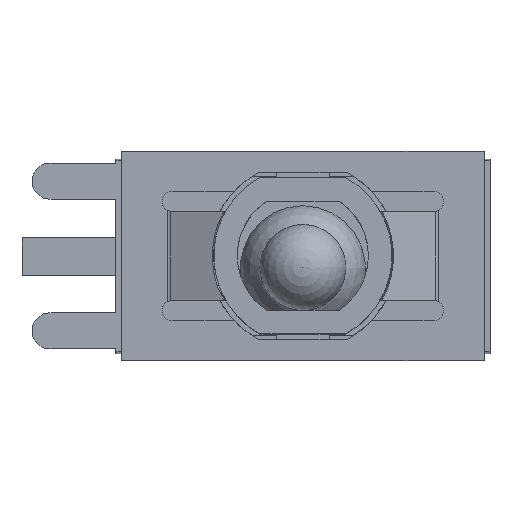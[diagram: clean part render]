
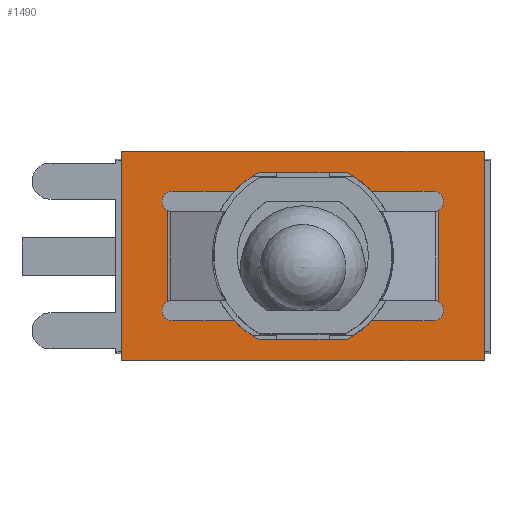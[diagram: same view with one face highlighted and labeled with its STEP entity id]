
A CAD part, top view. The second image highlights one B-rep face of the part: STEP entity #1490.
In plain terms, the highlighted planar face has unit normal (0, 0, 1).
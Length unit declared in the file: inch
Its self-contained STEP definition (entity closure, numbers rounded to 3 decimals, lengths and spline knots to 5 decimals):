
#308=CARTESIAN_POINT('',(-0.03504,-0.11122,0.43583));
#309=VERTEX_POINT('',#308);
#340=CARTESIAN_POINT('',(-0.06762,0.1063,0.43583));
#341=VERTEX_POINT('',#340);
#357=CARTESIAN_POINT('',(-0.05918,0.11122,0.43583));
#358=VERTEX_POINT('',#357);
#365=CARTESIAN_POINT('',(0.0,0.0,0.43583));
#366=DIRECTION('',(0.0,0.0,-1.0));
#367=DIRECTION('',(-0.47,0.883,0.0));
#368=AXIS2_PLACEMENT_3D('',#365,#366,#367);
#369=CIRCLE('',#368,0.12598);
#370=EDGE_CURVE('',#341,#358,#369,.T.);
#422=CARTESIAN_POINT('',(0.06762,-0.1063,0.43583));
#423=VERTEX_POINT('',#422);
#439=CARTESIAN_POINT('',(0.05918,-0.11122,0.43583));
#440=VERTEX_POINT('',#439);
#447=CARTESIAN_POINT('',(0.0,0.0,0.43583));
#448=DIRECTION('',(0.0,0.0,-1.0));
#449=DIRECTION('',(0.47,-0.883,0.0));
#450=AXIS2_PLACEMENT_3D('',#447,#448,#449);
#451=CIRCLE('',#450,0.12598);
#452=EDGE_CURVE('',#423,#440,#451,.T.);
#494=CARTESIAN_POINT('',(0.03504,0.11122,0.43583));
#495=VERTEX_POINT('',#494);
#729=CARTESIAN_POINT('',(0.18086,0.06087,0.43583));
#730=VERTEX_POINT('',#729);
#742=CARTESIAN_POINT('',(0.17402,0.08661,0.43583));
#743=VERTEX_POINT('',#742);
#744=CARTESIAN_POINT('',(0.17402,0.07283,0.43583));
#745=DIRECTION('',(0.0,0.0,1.0));
#746=DIRECTION('',(0.707,-0.707,0.0));
#747=AXIS2_PLACEMENT_3D('',#744,#745,#746);
#748=CIRCLE('',#747,0.01378);
#749=EDGE_CURVE('',#730,#743,#748,.T.);
#767=CARTESIAN_POINT('',(-0.17402,0.08661,0.43583));
#768=VERTEX_POINT('',#767);
#783=CARTESIAN_POINT('',(-0.09149,0.08661,0.43583));
#784=VERTEX_POINT('',#783);
#791=CARTESIAN_POINT('',(-0.17402,0.08661,0.43583));
#792=DIRECTION('',(1.0,0.0,0.0));
#793=VECTOR('',#792,0.08253);
#794=LINE('',#791,#793);
#795=EDGE_CURVE('',#768,#784,#794,.T.);
#805=CARTESIAN_POINT('',(-0.18086,0.06087,0.43583));
#806=VERTEX_POINT('',#805);
#807=CARTESIAN_POINT('',(-0.17402,0.07283,0.43583));
#808=DIRECTION('',(0.0,0.0,1.0));
#809=DIRECTION('',(-0.707,0.707,0.0));
#810=AXIS2_PLACEMENT_3D('',#807,#808,#809);
#811=CIRCLE('',#810,0.01378);
#812=EDGE_CURVE('',#768,#806,#811,.T.);
#882=CARTESIAN_POINT('',(0.17402,-0.08661,0.43583));
#883=VERTEX_POINT('',#882);
#890=CARTESIAN_POINT('',(0.18086,-0.06087,0.43583));
#891=VERTEX_POINT('',#890);
#892=CARTESIAN_POINT('',(0.17402,-0.07283,0.43583));
#893=DIRECTION('',(0.0,0.0,1.0));
#894=DIRECTION('',(0.707,-0.707,0.0));
#895=AXIS2_PLACEMENT_3D('',#892,#893,#894);
#896=CIRCLE('',#895,0.01378);
#897=EDGE_CURVE('',#883,#891,#896,.T.);
#955=CARTESIAN_POINT('',(0.09149,-0.08661,0.43583));
#956=VERTEX_POINT('',#955);
#963=CARTESIAN_POINT('',(0.17402,-0.08661,0.43583));
#964=DIRECTION('',(-1.0,0.0,0.0));
#965=VECTOR('',#964,0.08253);
#966=LINE('',#963,#965);
#967=EDGE_CURVE('',#883,#956,#966,.T.);
#977=CARTESIAN_POINT('',(-0.18086,-0.06087,0.43583));
#978=VERTEX_POINT('',#977);
#979=CARTESIAN_POINT('',(-0.17402,-0.08661,0.43583));
#980=VERTEX_POINT('',#979);
#981=CARTESIAN_POINT('',(-0.17402,-0.07283,0.43583));
#982=DIRECTION('',(0.0,0.0,1.0));
#983=DIRECTION('',(-0.707,0.707,0.0));
#984=AXIS2_PLACEMENT_3D('',#981,#982,#983);
#985=CIRCLE('',#984,0.01378);
#986=EDGE_CURVE('',#978,#980,#985,.T.);
#1043=CARTESIAN_POINT('',(-0.03504,0.11122,0.43583));
#1044=VERTEX_POINT('',#1043);
#1045=CARTESIAN_POINT('',(-0.03504,0.11122,0.43583));
#1046=DIRECTION('',(1.0,0.0,0.0));
#1047=VECTOR('',#1046,0.07008);
#1048=LINE('',#1045,#1047);
#1049=EDGE_CURVE('',#1044,#495,#1048,.T.);
#1115=CARTESIAN_POINT('',(0.03504,-0.11122,0.43583));
#1116=VERTEX_POINT('',#1115);
#1117=CARTESIAN_POINT('',(0.03504,-0.11122,0.43583));
#1118=DIRECTION('',(-1.0,0.0,0.0));
#1119=VECTOR('',#1118,0.07008);
#1120=LINE('',#1117,#1119);
#1121=EDGE_CURVE('',#1116,#309,#1120,.T.);
#1219=CARTESIAN_POINT('',(-0.05918,0.11122,0.43583));
#1220=DIRECTION('',(1.0,0.0,0.0));
#1221=VECTOR('',#1220,0.02414);
#1222=LINE('',#1219,#1221);
#1223=EDGE_CURVE('',#358,#1044,#1222,.T.);
#1249=CARTESIAN_POINT('',(0.05918,0.11122,0.43583));
#1250=VERTEX_POINT('',#1249);
#1257=CARTESIAN_POINT('',(0.03504,0.11122,0.43583));
#1258=DIRECTION('',(1.0,0.0,0.0));
#1259=VECTOR('',#1258,0.02414);
#1260=LINE('',#1257,#1259);
#1261=EDGE_CURVE('',#495,#1250,#1260,.T.);
#1272=CARTESIAN_POINT('',(0.05918,-0.11122,0.43583));
#1273=DIRECTION('',(-1.0,0.0,0.0));
#1274=VECTOR('',#1273,0.02414);
#1275=LINE('',#1272,#1274);
#1276=EDGE_CURVE('',#440,#1116,#1275,.T.);
#1302=CARTESIAN_POINT('',(-0.05918,-0.11122,0.43583));
#1303=VERTEX_POINT('',#1302);
#1310=CARTESIAN_POINT('',(-0.03504,-0.11122,0.43583));
#1311=DIRECTION('',(-1.0,0.0,0.0));
#1312=VECTOR('',#1311,0.02414);
#1313=LINE('',#1310,#1312);
#1314=EDGE_CURVE('',#309,#1303,#1313,.T.);
#1349=CARTESIAN_POINT('',(-0.18086,-0.06087,0.43583));
#1350=DIRECTION('',(0.0,1.0,0.0));
#1351=VECTOR('',#1350,0.12175);
#1352=LINE('',#1349,#1351);
#1353=EDGE_CURVE('',#978,#806,#1352,.T.);
#1366=CARTESIAN_POINT('',(0.26634,-0.15374,0.43583));
#1367=DIRECTION('',(0.0,0.0,1.0));
#1368=DIRECTION('',(1.0,0.0,0.0));
#1369=AXIS2_PLACEMENT_3D('',#1366,#1367,#1368);
#1370=PLANE('',#1369);
#1371=CARTESIAN_POINT('',(0.24213,-0.13976,0.43583));
#1372=VERTEX_POINT('',#1371);
#1373=CARTESIAN_POINT('',(-0.24213,-0.13976,0.43583));
#1374=VERTEX_POINT('',#1373);
#1375=CARTESIAN_POINT('',(0.24213,-0.13976,0.43583));
#1376=DIRECTION('',(-1.0,0.0,0.0));
#1377=VECTOR('',#1376,0.48425);
#1378=LINE('',#1375,#1377);
#1379=EDGE_CURVE('',#1372,#1374,#1378,.T.);
#1380=ORIENTED_EDGE('',*,*,#1379,.F.);
#1381=CARTESIAN_POINT('',(0.24213,0.13976,0.43583));
#1382=VERTEX_POINT('',#1381);
#1383=CARTESIAN_POINT('',(0.24213,0.13976,0.43583));
#1384=DIRECTION('',(0.0,-1.0,0.0));
#1385=VECTOR('',#1384,0.27953);
#1386=LINE('',#1383,#1385);
#1387=EDGE_CURVE('',#1382,#1372,#1386,.T.);
#1388=ORIENTED_EDGE('',*,*,#1387,.F.);
#1389=CARTESIAN_POINT('',(-0.24213,0.13976,0.43583));
#1390=VERTEX_POINT('',#1389);
#1391=CARTESIAN_POINT('',(-0.24213,0.13976,0.43583));
#1392=DIRECTION('',(1.0,0.0,0.0));
#1393=VECTOR('',#1392,0.48425);
#1394=LINE('',#1391,#1393);
#1395=EDGE_CURVE('',#1390,#1382,#1394,.T.);
#1396=ORIENTED_EDGE('',*,*,#1395,.F.);
#1397=CARTESIAN_POINT('',(-0.24213,-0.13976,0.43583));
#1398=DIRECTION('',(0.0,1.0,0.0));
#1399=VECTOR('',#1398,0.27953);
#1400=LINE('',#1397,#1399);
#1401=EDGE_CURVE('',#1374,#1390,#1400,.T.);
#1402=ORIENTED_EDGE('',*,*,#1401,.F.);
#1403=EDGE_LOOP('',(#1380,#1388,#1396,#1402));
#1404=FACE_OUTER_BOUND('',#1403,.T.);
#1405=ORIENTED_EDGE('',*,*,#1353,.T.);
#1406=ORIENTED_EDGE('',*,*,#812,.F.);
#1407=ORIENTED_EDGE('',*,*,#795,.T.);
#1408=CARTESIAN_POINT('',(0.0,0.0,0.43583));
#1409=DIRECTION('',(0.0,0.0,1.0));
#1410=DIRECTION('',(0.537,-0.844,0.0));
#1411=AXIS2_PLACEMENT_3D('',#1408,#1409,#1410);
#1412=CIRCLE('',#1411,0.12598);
#1413=EDGE_CURVE('',#341,#784,#1412,.T.);
#1414=ORIENTED_EDGE('',*,*,#1413,.F.);
#1415=ORIENTED_EDGE('',*,*,#370,.T.);
#1416=ORIENTED_EDGE('',*,*,#1223,.T.);
#1417=ORIENTED_EDGE('',*,*,#1049,.T.);
#1418=ORIENTED_EDGE('',*,*,#1261,.T.);
#1419=CARTESIAN_POINT('',(0.06762,0.1063,0.43583));
#1420=VERTEX_POINT('',#1419);
#1421=CARTESIAN_POINT('',(0.0,0.0,0.43583));
#1422=DIRECTION('',(0.0,0.0,-1.0));
#1423=DIRECTION('',(0.726,0.688,0.0));
#1424=AXIS2_PLACEMENT_3D('',#1421,#1422,#1423);
#1425=CIRCLE('',#1424,0.12598);
#1426=EDGE_CURVE('',#1250,#1420,#1425,.T.);
#1427=ORIENTED_EDGE('',*,*,#1426,.T.);
#1428=CARTESIAN_POINT('',(0.09149,0.08661,0.43583));
#1429=VERTEX_POINT('',#1428);
#1430=CARTESIAN_POINT('',(0.0,0.0,0.43583));
#1431=DIRECTION('',(0.0,0.0,1.0));
#1432=DIRECTION('',(-0.537,0.844,0.0));
#1433=AXIS2_PLACEMENT_3D('',#1430,#1431,#1432);
#1434=CIRCLE('',#1433,0.12598);
#1435=EDGE_CURVE('',#1429,#1420,#1434,.T.);
#1436=ORIENTED_EDGE('',*,*,#1435,.F.);
#1437=CARTESIAN_POINT('',(0.09149,0.08661,0.43583));
#1438=DIRECTION('',(1.0,0.0,0.0));
#1439=VECTOR('',#1438,0.08253);
#1440=LINE('',#1437,#1439);
#1441=EDGE_CURVE('',#1429,#743,#1440,.T.);
#1442=ORIENTED_EDGE('',*,*,#1441,.T.);
#1443=ORIENTED_EDGE('',*,*,#749,.F.);
#1444=CARTESIAN_POINT('',(0.18086,0.06087,0.43583));
#1445=DIRECTION('',(0.0,-1.0,0.0));
#1446=VECTOR('',#1445,0.12175);
#1447=LINE('',#1444,#1446);
#1448=EDGE_CURVE('',#730,#891,#1447,.T.);
#1449=ORIENTED_EDGE('',*,*,#1448,.T.);
#1450=ORIENTED_EDGE('',*,*,#897,.F.);
#1451=ORIENTED_EDGE('',*,*,#967,.T.);
#1452=CARTESIAN_POINT('',(0.0,0.0,0.43583));
#1453=DIRECTION('',(0.0,0.0,1.0));
#1454=DIRECTION('',(-0.537,0.844,0.0));
#1455=AXIS2_PLACEMENT_3D('',#1452,#1453,#1454);
#1456=CIRCLE('',#1455,0.12598);
#1457=EDGE_CURVE('',#423,#956,#1456,.T.);
#1458=ORIENTED_EDGE('',*,*,#1457,.F.);
#1459=ORIENTED_EDGE('',*,*,#452,.T.);
#1460=ORIENTED_EDGE('',*,*,#1276,.T.);
#1461=ORIENTED_EDGE('',*,*,#1121,.T.);
#1462=ORIENTED_EDGE('',*,*,#1314,.T.);
#1463=CARTESIAN_POINT('',(-0.06762,-0.1063,0.43583));
#1464=VERTEX_POINT('',#1463);
#1465=CARTESIAN_POINT('',(0.0,0.0,0.43583));
#1466=DIRECTION('',(0.0,0.0,-1.0));
#1467=DIRECTION('',(-0.726,-0.688,0.0));
#1468=AXIS2_PLACEMENT_3D('',#1465,#1466,#1467);
#1469=CIRCLE('',#1468,0.12598);
#1470=EDGE_CURVE('',#1303,#1464,#1469,.T.);
#1471=ORIENTED_EDGE('',*,*,#1470,.T.);
#1472=CARTESIAN_POINT('',(-0.09149,-0.08661,0.43583));
#1473=VERTEX_POINT('',#1472);
#1474=CARTESIAN_POINT('',(0.0,0.0,0.43583));
#1475=DIRECTION('',(0.0,0.0,1.0));
#1476=DIRECTION('',(0.537,-0.844,0.0));
#1477=AXIS2_PLACEMENT_3D('',#1474,#1475,#1476);
#1478=CIRCLE('',#1477,0.12598);
#1479=EDGE_CURVE('',#1473,#1464,#1478,.T.);
#1480=ORIENTED_EDGE('',*,*,#1479,.F.);
#1481=CARTESIAN_POINT('',(-0.09149,-0.08661,0.43583));
#1482=DIRECTION('',(-1.0,0.0,0.0));
#1483=VECTOR('',#1482,0.08253);
#1484=LINE('',#1481,#1483);
#1485=EDGE_CURVE('',#1473,#980,#1484,.T.);
#1486=ORIENTED_EDGE('',*,*,#1485,.T.);
#1487=ORIENTED_EDGE('',*,*,#986,.F.);
#1488=EDGE_LOOP('',(#1405,#1406,#1407,#1414,#1415,#1416,#1417,#1418,#1427,#1436,#1442,#1443,#1449,#1450,#1451,#1458,#1459,#1460,#1461,#1462,#1471,#1480,#1486,#1487));
#1489=FACE_BOUND('',#1488,.T.);
#1490=ADVANCED_FACE('',(#1404,#1489),#1370,.T.);
